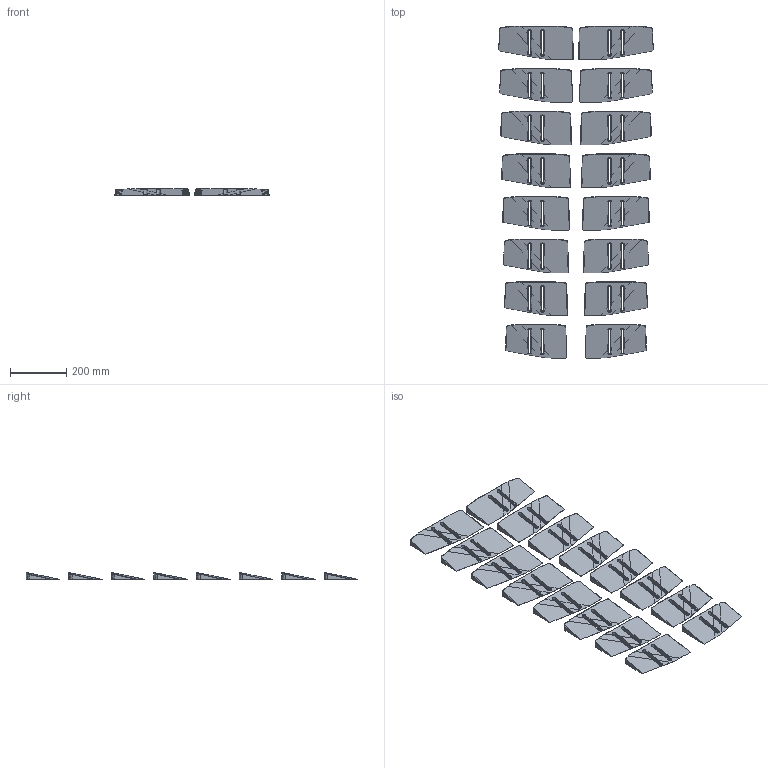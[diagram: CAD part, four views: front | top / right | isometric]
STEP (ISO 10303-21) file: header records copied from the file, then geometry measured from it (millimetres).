
FILE_DESCRIPTION(('FreeCAD Model'),'2;1');
FILE_NAME('Open CASCADE Shape Model','2025-05-03T18:13:20',('FreeCAD'),( 'FreeCAD'),'Open CASCADE STEP processor 7.6','FreeCAD','Unknown');
FILE_SCHEMA(('AUTOMOTIVE_DESIGN { 1 0 10303 214 1 1 1 1 }'));
Products named in the file (1): Open CASCADE STEP translator 7.6 1
Bounding box: 548.36 x 1179.19 x 23.94 mm (x, y, z)
Volume: 4638223.8 mm3; surface area: 1000093.9 mm2
Topology: 16 solids, 16 shells, 1526 faces, 3868 edges, 2358 vertices
Faces by surface type: bspline 1526
Entity records: 54322 total; most frequent: CARTESIAN_POINT 32337, ORIENTED_EDGE 7736, EDGE_CURVE 3868, B_SPLINE_CURVE_WITH_KNOTS 2486, VERTEX_POINT 2358, FACE_BOUND 1574, EDGE_LOOP 1574, ADVANCED_FACE 1526
